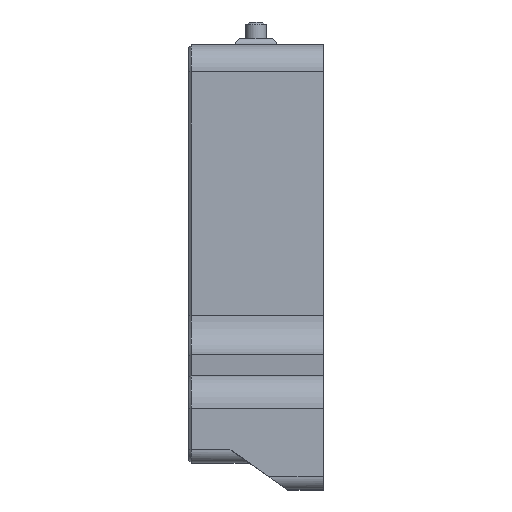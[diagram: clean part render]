
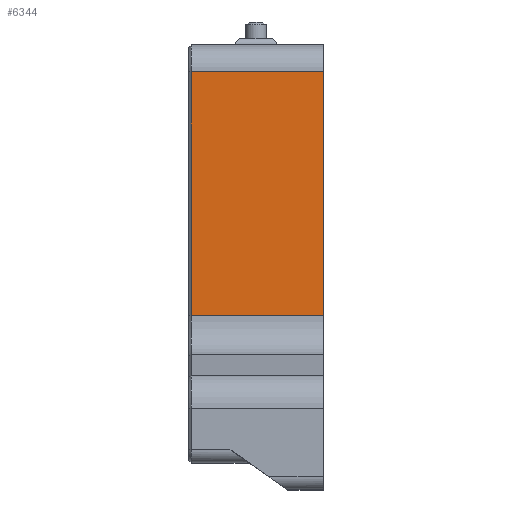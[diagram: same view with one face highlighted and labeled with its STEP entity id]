
A CAD part, front view. The second image highlights one B-rep face of the part: STEP entity #6344.
In plain terms, the highlighted planar face has unit normal (0, -1, 0).
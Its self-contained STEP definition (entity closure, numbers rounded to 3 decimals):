
#386=LINE('',#9932,#955);
#615=LINE('',#10970,#1184);
#616=LINE('',#10973,#1185);
#617=LINE('',#10974,#1186);
#955=VECTOR('',#7680,10.);
#1184=VECTOR('',#8415,6.);
#1185=VECTOR('',#8418,10.);
#1186=VECTOR('',#8419,10.);
#1701=FACE_OUTER_BOUND('',#2081,.T.);
#2081=EDGE_LOOP('',(#5076,#5077,#5078,#5079));
#2708=VERTEX_POINT('',#9925);
#2710=VERTEX_POINT('',#9931);
#2960=VERTEX_POINT('',#10968);
#2961=VERTEX_POINT('',#10972);
#3355=EDGE_CURVE('',#2710,#2708,#386,.T.);
#3739=EDGE_CURVE('',#2960,#2708,#615,.T.);
#3740=EDGE_CURVE('',#2961,#2960,#616,.T.);
#3741=EDGE_CURVE('',#2710,#2961,#617,.T.);
#5076=ORIENTED_EDGE('',*,*,#3740,.F.);
#5077=ORIENTED_EDGE('',*,*,#3741,.F.);
#5078=ORIENTED_EDGE('',*,*,#3355,.T.);
#5079=ORIENTED_EDGE('',*,*,#3739,.F.);
#6066=PLANE('',#6965);
#6344=ADVANCED_FACE('',(#1701),#6066,.F.);
#6965=AXIS2_PLACEMENT_3D('',#10971,#8416,#8417);
#7680=DIRECTION('',(0.,0.,-1.));
#8415=DIRECTION('',(-1.,0.,0.));
#8416=DIRECTION('center_axis',(0.,1.,0.));
#8417=DIRECTION('ref_axis',(0.,0.,
1.));
#8418=DIRECTION('',(0.,0.,-1.));
#8419=DIRECTION('',(1.,0.,0.));
#9925=CARTESIAN_POINT('',(412.3,-170.3,-98.199));
#9931=CARTESIAN_POINT('',(412.3,-170.3,-62.096));
#9932=CARTESIAN_POINT('',(412.3,-170.3,-94.648));
#10968=CARTESIAN_POINT('',(431.9,-170.3,-98.199));
#10970=CARTESIAN_POINT('',(431.9,-170.3,-98.199));
#10971=CARTESIAN_POINT('Origin',(431.9,-170.3,-98.199));
#10972=CARTESIAN_POINT('',(431.9,-170.3,-62.096));
#10973=CARTESIAN_POINT('',(431.9,-170.3,-94.648));
#10974=CARTESIAN_POINT('',(431.9,-170.3,-62.096));
